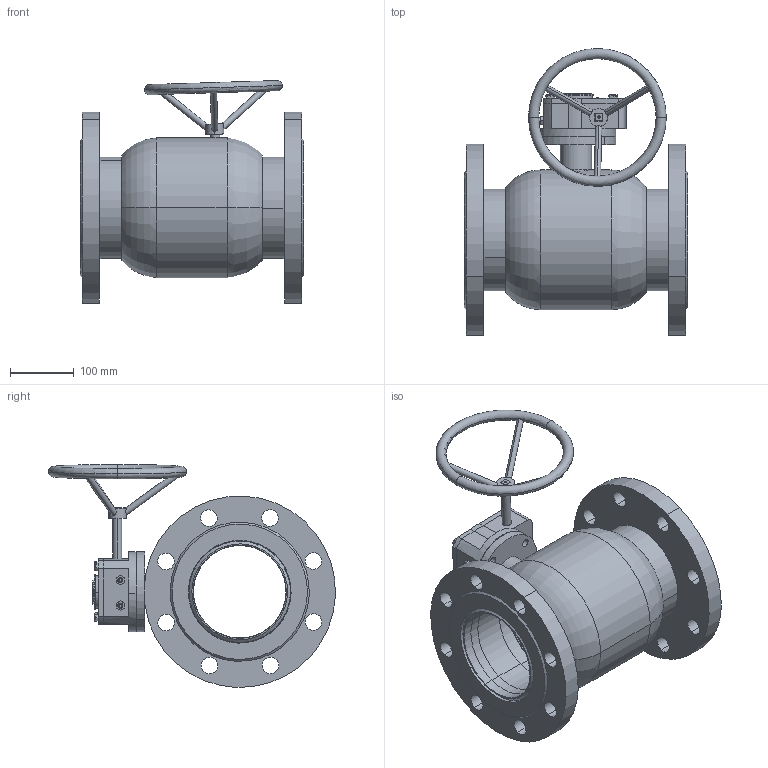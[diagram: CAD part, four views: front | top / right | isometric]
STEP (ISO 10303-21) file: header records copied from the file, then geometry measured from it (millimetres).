
FILE_DESCRIPTION (( 'STEP AP214' ), '1' );
FILE_NAME ('DN150涡轮法兰球阀PN25.STEP', '2023-10-08T00:30:20', ( '' ), ( '' ), 'SwSTEP 2.0', 'SolidWorks 2019', '' );
FILE_SCHEMA (( 'AUTOMOTIVE_DESIGN' ));
Length unit declared in the file: millimetre
Products named in the file (10): DN150涡轮法兰球阀PN25; DN150恘謫; 150楊擘2.5; Q61F-125-3概裝; Q61F-150-5粣杶; 125-150攫; Q61F-150-4傻諉; DN150忒謫; Q61F-150-1概极樓馱; 125-150恦謫
Assembly tree (11 placements, depth 3):
  DN150涡轮法兰球阀PN25
    Q61F-150-1概极樓馱
    Q61F-150-5粣杶
    Q61F-150-4傻諉  x2
    Q61F-125-3概裝
    125-150攫
    125-150恦謫
      DN150恘謫
      DN150忒謫
    150楊擘2.5  x2
Bounding box: 350 x 449.38 x 349.14 mm (x, y, z)
Volume: 5364077.3 mm3; surface area: 1027060.3 mm2
Topology: 21 solids, 21 shells, 625 faces, 1582 edges, 1029 vertices
Faces by surface type: plane 359, cylinder 157, bspline 65, torus 28, cone 16
Entity records: 22839 total; most frequent: CARTESIAN_POINT 7423, ORIENTED_EDGE 2956, DIRECTION 2690, EDGE_CURVE 1478, LINE 972, VECTOR 972, VERTEX_POINT 963, AXIS2_PLACEMENT_3D 859
